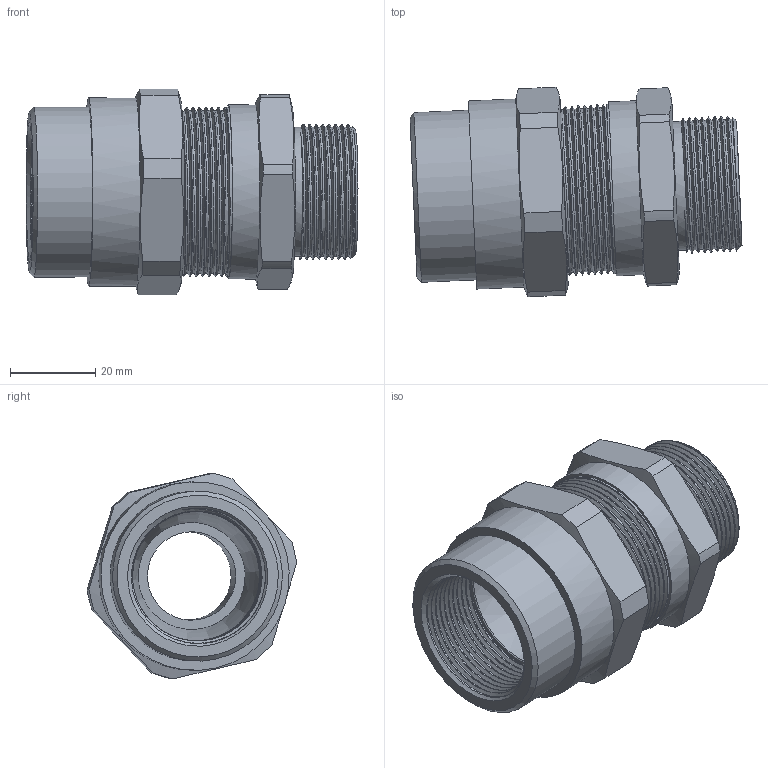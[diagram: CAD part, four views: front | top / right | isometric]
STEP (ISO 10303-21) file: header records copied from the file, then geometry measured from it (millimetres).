
FILE_DESCRIPTION(/* description */ ('RNC Schlauchverschraubung M 32x1,5 / M 32x1,5'),/* implementation_level */ '2;1');
FILE_NAME(/* name */ 'RNC32KNP3232-RST.stp',/* time_stamp */ '2022-06-27T08:47:17+02:00',/* author */ ('sl'),/* organization */ (''),/* preprocessor_version */ 'ST-DEVELOPER v16.5',/* originating_system */ 'Autodesk Inventor 2017',/* authorisation */ '');
FILE_SCHEMA (('AUTOMOTIVE_DESIGN { 1 0 10303 214 3 1 1 }'));
Length unit declared in the file: millimetre
Products named in the file (5): RNC32KNP3232; RNC32KNP3232_1; RNC32KNP3232_2; RNC32KNP3232_3; RNC32KNP3232_4
Assembly tree (4 placements, depth 2):
  RNC32KNP3232
    RNC32KNP3232_1
    RNC32KNP3232_2
    RNC32KNP3232_3
    RNC32KNP3232_4
Bounding box: 78.09 x 49.32 x 48.45 mm (x, y, z)
Volume: 54063.2 mm3; surface area: 35022.3 mm2
Topology: 4 solids, 4 shells, 102 faces, 252 edges, 165 vertices
Faces by surface type: cylinder 42, plane 35, cone 14, bspline 8, torus 3
Full cylindrical faces by diameter (mm): 20.8 x1, 24.85 x1, 30.328 x8, 34.49 x1, 34.7 x1, 34.79 x1, 37.97 x1, 38.37 x1, 39.86 x10, 40 x1, 41 x1, 44.34 x1
Entity records: 9682 total; most frequent: CARTESIAN_POINT 7915, DIRECTION 326, ORIENTED_EDGE 316, EDGE_CURVE 158, AXIS2_PLACEMENT_3D 151, EDGE_LOOP 128, VERTEX_POINT 118, FACE_OUTER_BOUND 84
